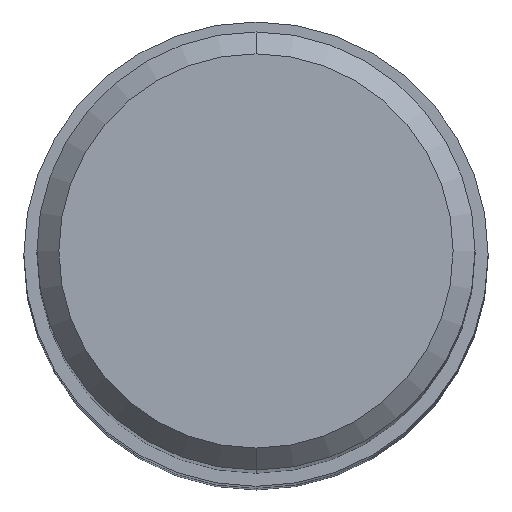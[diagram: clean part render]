
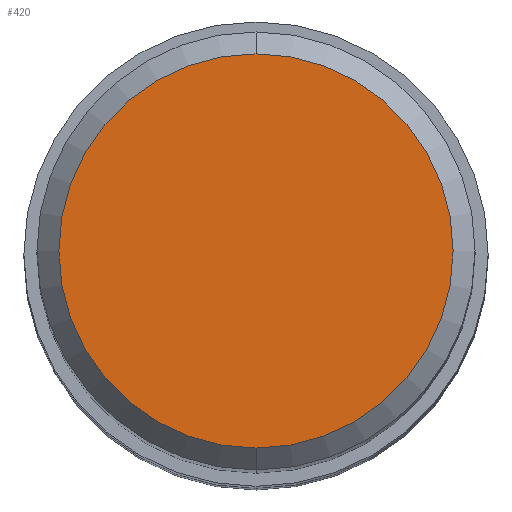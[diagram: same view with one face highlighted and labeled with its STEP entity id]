
A CAD part, top view. The second image highlights one B-rep face of the part: STEP entity #420.
In plain terms, the highlighted planar face has unit normal (0, 0, 1).
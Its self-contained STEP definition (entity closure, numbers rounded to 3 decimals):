
#174=EDGE_CURVE('',#314,#400,#468,.T.);
#192=EDGE_CURVE('',#400,#314,#488,.T.);
#314=VERTEX_POINT('',#619);
#400=VERTEX_POINT('',#716);
#420=ADVANCED_FACE('',(#737),#738,.T.);
#468=CIRCLE('',#783,4.5);
#488=CIRCLE('',#811,4.5);
#619=CARTESIAN_POINT('',(0.,-4.5,0.0));
#716=CARTESIAN_POINT('',(0.0,4.5,0.0));
#737=FACE_OUTER_BOUND('',#1385,.T.);
#738=PLANE('',#1386);
#783=AXIS2_PLACEMENT_3D('',#1436,#1437,#1438);
#811=AXIS2_PLACEMENT_3D('',#1462,#1463,#1464);
#1385=EDGE_LOOP('',(#1709,#1710));
#1386=AXIS2_PLACEMENT_3D('',#1711,#1712,#1713);
#1436=CARTESIAN_POINT('',(0.0,0.0,0.0));
#1437=DIRECTION('',(0.0,0.0,-1.0));
#1438=DIRECTION('',(0.0,1.0,0.0));
#1462=CARTESIAN_POINT('',(0.0,0.0,0.0));
#1463=DIRECTION('',(0.0,0.0,-1.0));
#1464=DIRECTION('',(0.0,1.0,0.0));
#1709=ORIENTED_EDGE('',*,*,#192,.F.);
#1710=ORIENTED_EDGE('',*,*,#174,.F.);
#1711=CARTESIAN_POINT('',(0.0,2.25,0.0));
#1712=DIRECTION('',(-0.0,0.0,1.0));
#1713=DIRECTION('',(0.0,-1.0,0.0));
